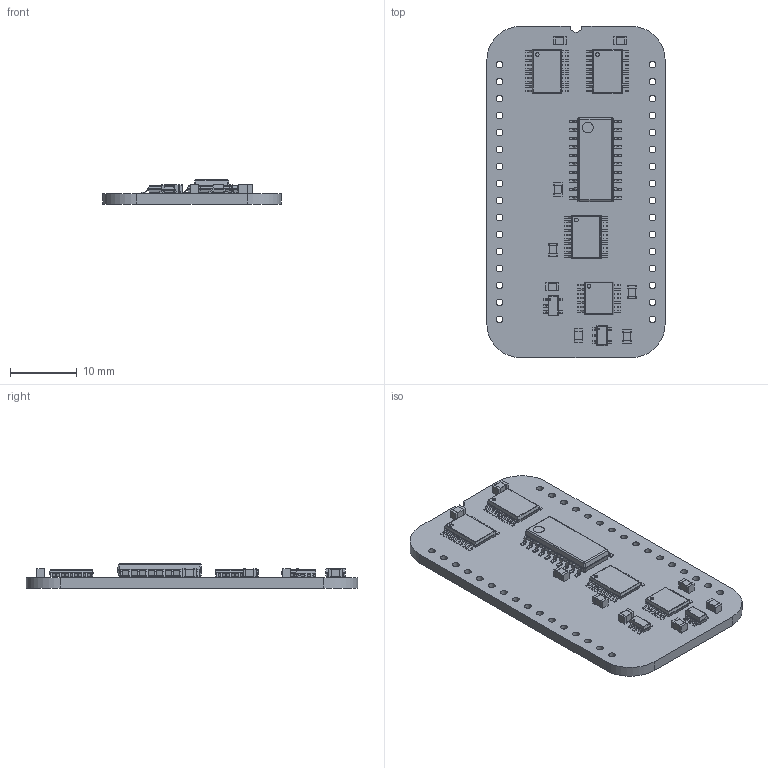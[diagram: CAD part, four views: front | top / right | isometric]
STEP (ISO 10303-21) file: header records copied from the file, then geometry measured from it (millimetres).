
FILE_DESCRIPTION(('KiCad electronic assembly'),'2;1');
FILE_NAME('Graphics Transparency.step','2024-09-05T19:23:18',('Pcbnew'), ('Kicad'),'Open CASCADE STEP processor 7.8','KiCad to STEP converter', 'Unknown');
FILE_SCHEMA(('AUTOMOTIVE_DESIGN { 1 0 10303 214 1 1 1 1 }'));
Length unit declared in the file: millimetre
Products named in the file (16): Graphics Transparency 1; C_0805_2012Metric; 74VHCT573AFT; ASSEMBLY; SN74F521NSR; NS0020A_ASM; 74LVC273PW,118; M74VHC1G126DTT1G; 74LVC74APW,118; AP7365-33WG-7; Graphics Transparency_PCB
Assembly tree (23 placements, depth 3):
  Graphics Transparency 1
    C_0805_2012Metric  x8
      C_0805_2012Metric
    74VHCT573AFT
      ASSEMBLY
    SN74F521NSR
      NS0020A_ASM
    74LVC273PW,118  x2
      ASSEMBLY
    M74VHC1G126DTT1G
      ASSEMBLY
    74LVC74APW,118
      ASSEMBLY
    AP7365-33WG-7
      ASSEMBLY
    Graphics Transparency_PCB
Bounding box: 26.67 x 49.53 x 3.65 mm (x, y, z)
Volume: 2299.9 mm3; surface area: 3677.1 mm2
Topology: 120 solids, 120 shells, 1837 faces, 4586 edges, 3012 vertices
Faces by surface type: plane 1288, cylinder 541, sphere 8
Full cylindrical faces by diameter (mm): 0.188 x1, 0.2 x1, 0.55 x4, 1 x32
Entity records: 41062 total; most frequent: CARTESIAN_POINT 7342, DIRECTION 6825, ORIENTED_EDGE 6750, EDGE_CURVE 3375, LINE 2623, VECTOR 2623, VERTEX_POINT 2210, AXIS2_PLACEMENT_3D 2101
